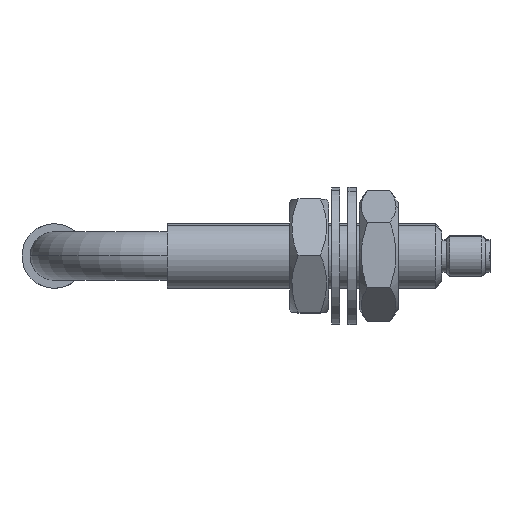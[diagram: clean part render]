
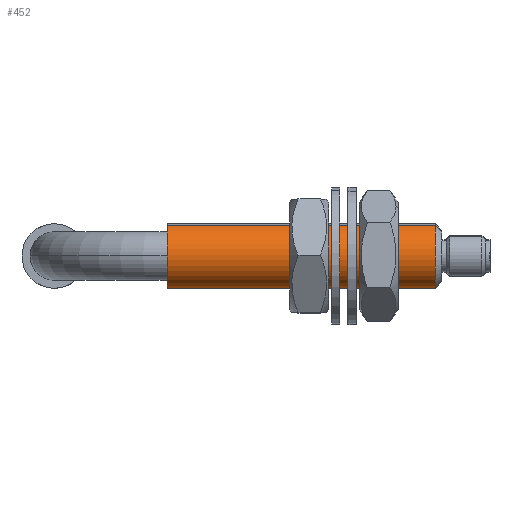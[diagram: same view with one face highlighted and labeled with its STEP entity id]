
A CAD part, left-side view. The second image highlights one B-rep face of the part: STEP entity #452.
In plain terms, the highlighted cylindrical face has radius 2 mm (diameter 4 mm), a partial arc.
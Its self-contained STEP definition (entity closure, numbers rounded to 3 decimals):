
#27 = EDGE_CURVE ( 'NONE', #628, #445, #1611, .T. ) ;
#65 = LINE ( 'NONE', #1996, #1651 ) ;
#152 = AXIS2_PLACEMENT_3D ( 'NONE', #1280, #1938, #965 ) ;
#189 = EDGE_CURVE ( 'NONE', #1295, #445, #1554, .T. ) ;
#264 = AXIS2_PLACEMENT_3D ( 'NONE', #724, #413, #578 ) ;
#315 = FACE_OUTER_BOUND ( 'NONE', #1411, .T. ) ;
#413 = DIRECTION ( 'NONE',  ( 1., 0., 0. ) ) ;
#445 = VERTEX_POINT ( 'NONE', #801 ) ;
#452 = ADVANCED_FACE ( 'NONE', ( #315 ), #1537, .T. ) ;
#527 = ORIENTED_EDGE ( 'NONE', *, *, #27, .F. ) ;
#556 = CARTESIAN_POINT ( 'NONE',  ( 18.5, 0., -2. ) ) ;
#578 = DIRECTION ( 'NONE',  ( 0., 0., -1. ) ) ;
#628 = VERTEX_POINT ( 'NONE', #1528 ) ;
#631 = VERTEX_POINT ( 'NONE', #556 ) ;
#680 = DIRECTION ( 'NONE',  ( -1., 0., 0. ) ) ;
#724 = CARTESIAN_POINT ( 'NONE',  ( 1.9, 0., 0. ) ) ;
#729 = CARTESIAN_POINT ( 'NONE',  ( 18.5, 0., 0. ) ) ;
#732 = CIRCLE ( 'NONE', #1847, 2. ) ;
#740 = ORIENTED_EDGE ( 'NONE', *, *, #189, .T. ) ;
#801 = CARTESIAN_POINT ( 'NONE',  ( 1.9, 0., 2. ) ) ;
#965 = DIRECTION ( 'NONE',  ( 0., 0., 1. ) ) ;
#1012 = DIRECTION ( 'NONE',  ( -1., 0., 0. ) ) ;
#1025 = DIRECTION ( 'NONE',  ( 0., 0., -1. ) ) ;
#1211 = EDGE_CURVE ( 'NONE', #631, #1295, #65, .T. ) ;
#1232 = EDGE_CURVE ( 'NONE', #631, #628, #732, .T. ) ;
#1280 = CARTESIAN_POINT ( 'NONE',  ( 18.5, 0., 0. ) ) ;
#1295 = VERTEX_POINT ( 'NONE', #1678 ) ;
#1411 = EDGE_LOOP ( 'NONE', ( #1413, #1781, #740, #527 ) ) ;
#1413 = ORIENTED_EDGE ( 'NONE', *, *, #1232, .F. ) ;
#1528 = CARTESIAN_POINT ( 'NONE',  ( 18.5, 0., 2. ) ) ;
#1537 = CYLINDRICAL_SURFACE ( 'NONE', #152, 2. ) ;
#1554 = CIRCLE ( 'NONE', #264, 2. ) ;
#1611 = LINE ( 'NONE', #1660, #2087 ) ;
#1651 = VECTOR ( 'NONE', #1012, 1000. ) ;
#1660 = CARTESIAN_POINT ( 'NONE',  ( 18.5, 0., 2. ) ) ;
#1678 = CARTESIAN_POINT ( 'NONE',  ( 1.9, 0., -2. ) ) ;
#1781 = ORIENTED_EDGE ( 'NONE', *, *, #1211, .T. ) ;
#1847 = AXIS2_PLACEMENT_3D ( 'NONE', #729, #1849, #1025 ) ;
#1849 = DIRECTION ( 'NONE',  ( 1., 0., 0. ) ) ;
#1938 = DIRECTION ( 'NONE',  ( -1., 0., 0. ) ) ;
#1996 = CARTESIAN_POINT ( 'NONE',  ( 18.5, 0., -2. ) ) ;
#2087 = VECTOR ( 'NONE', #680, 1000. ) ;
